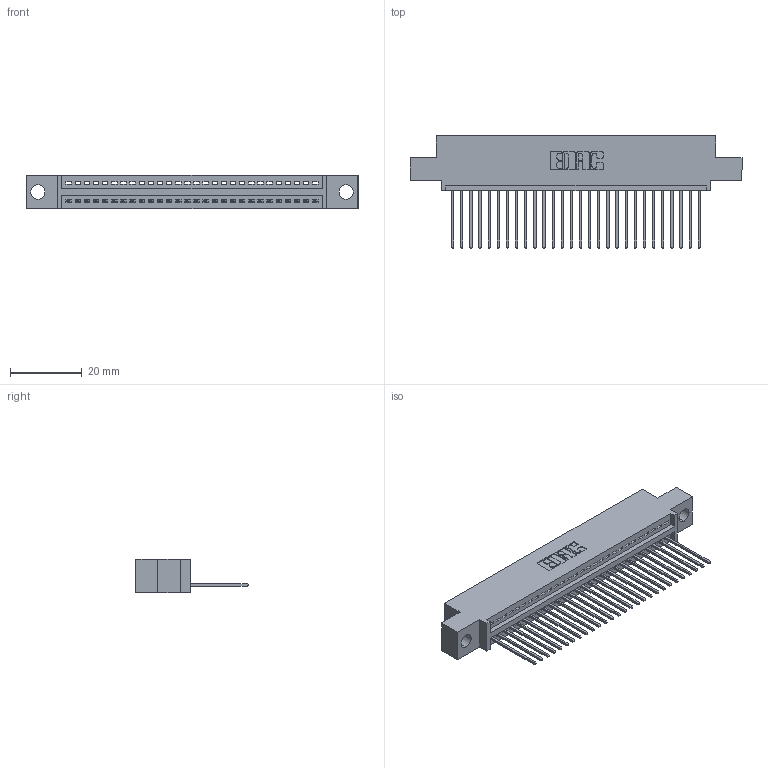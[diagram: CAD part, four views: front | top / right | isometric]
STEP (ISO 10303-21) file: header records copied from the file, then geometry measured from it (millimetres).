
FILE_DESCRIPTION (( 'STEP AP203' ), '1' );
FILE_NAME ('345-028-542-404.STEP', '2021-05-26T14:35:26', ( '' ), ( '' ), 'SwSTEP 2.0', 'SolidWorks 2020', '' );
FILE_SCHEMA (( 'CONFIG_CONTROL_DESIGN' ));
Length unit declared in the file: inch
Products named in the file (3): 345 Part_0.110 Offset - 0.156 Dia-TI; 345-028-542-404; 345-292-001_345-293-142
Assembly tree (29 placements, depth 2):
  345-028-542-404
    345 Part_0.110 Offset - 0.156 Dia-TI
    345-292-001_345-293-142  x28
Bounding box: 92.33 x 31.29 x 9.4 mm (x, y, z)
Volume: 8537.8 mm3; surface area: 11474 mm2
Topology: 29 solids, 29 shells, 1768 faces, 5317 edges, 3506 vertices
Faces by surface type: plane 1218, cylinder 550
Entity records: 23527 total; most frequent: CARTESIAN_POINT 4086, ORIENTED_EDGE 4046, DIRECTION 3587, EDGE_CURVE 2023, LINE 1779, VECTOR 1779, VERTEX_POINT 1346, AXIS2_PLACEMENT_3D 904
